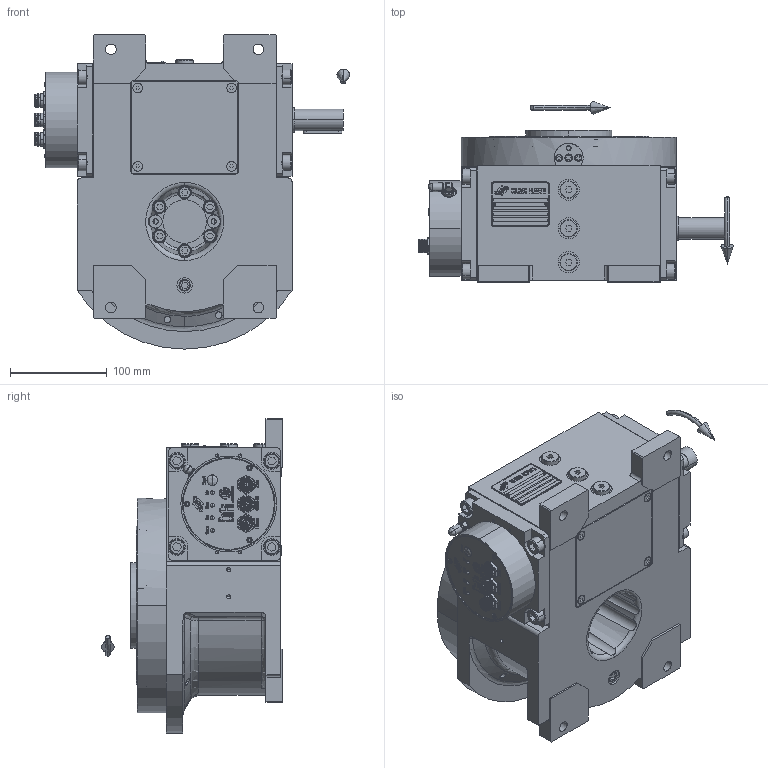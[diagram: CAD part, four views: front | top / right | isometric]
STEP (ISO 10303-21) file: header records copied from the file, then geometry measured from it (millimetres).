
FILE_DESCRIPTION (( 'STEP AP203' ), '1' );
FILE_NAME ('PC5201968.step', '2026-03-24T10:16:58', ( '' ), ( '' ), 'SwSTEP 2.0', 'SolidWorks 2020', '' );
FILE_SCHEMA (( 'CONFIG_CONTROL_DESIGN' ));
Length unit declared in the file: millimetre
Products named in the file (84): cfn2115_02_182; cfn2000_01_103; RIG06_021_AF0^RIG06_005_ASM_rig06_071_06_m_asm(2)_rig06_071_06_m_asm.stp; PC5201968; AS_cfn2476_01_002_60x46; cfn2000_01_126; cfn2107_01_001; rig06_004_s_001; cfn2073_01_012; CFN2008_03_010.stp; rig06_007_master; CFN2223_01-570X6-B^rig06_071_06_m_asm(2)_rig06_071_06_m_asm.stp; cfn2003_01_054; 900_38_26_001.stp; CFN2010_02_002^rig06_071_06_m_asm(2)_rig06_071_06_m_asm.stp; cfe_completa.stp; cfn2400_34_001; CFN2104_02_017^RIG06_005_ASM_rig06_071_06_m_asm(2)_rig06_071_06_m_asm.stp; cfn2000_01_124; CFN2010_01_012^rig06_071_06_m_asm(2)_rig06_071_06_m_asm.stp; cfn2151_01_290; olio_agip_blasia_150; cfn2155_01_056; cfn2077_01_018; CFE_3D.stp; cfn2128_19_002; cfn2104_01_016; rig06_005_n_01; CFN2000_01_183.stp; CFN2000_01_185^RIG06_005_ASM_rig06_071_06_m_asm(2)_rig06_071_06_m_asm.stp; freccia_angolare_albero; rig06_002_bc; CFN2128_04_013.stp; cfn2115_02_165; AS_rig06_016; rig06_004; cfn2155_01_303; cfn2151_01_090; rig06_016; rig06_001_a ...
Assembly tree (80 placements, depth 5):
  PC5201968
    rig06_001_a
    AS_cfn2476_01_002_60x46
      cfn2476_01_002_60x46
      cfn2107_01_001
      cfn2107_01_001
    AS_rig06_071_6_m
      rig06_071_06_m_asm.stp
        RIG06_005_ASM^rig06_071_06_m_asm(2)_rig06_071_06_m_asm.stp
          RIG06_021_AF0^RIG06_005_ASM_rig06_071_06_m_asm(2)_rig06_071_06_m_asm.stp
          CFN2000_01_185^RIG06_005_ASM_rig06_071_06_m_asm(2)_rig06_071_06_m_asm.stp
          CFN2000_01_185^RIG06_005_ASM_rig06_071_06_m_asm(2)_rig06_071_06_m_asm.stp
          CFN2104_02_017^RIG06_005_ASM_rig06_071_06_m_asm(2)_rig06_071_06_m_asm.stp
        CFN2010_02_002^rig06_071_06_m_asm(2)_rig06_071_06_m_asm.stp
      cfn2000_01_124  x6
      cfn2000_01_124
      cfn2104_01_016  x2
      rig06_003_6
      rig06_005_n_01
      cfn2000_01_124
      cfn2000_01_124
      cfn2000_01_124
      cfn2155_01_303
    AS_rig06_015
      rig06_015
      cfn2073_01_012
      cfn2000_01_126
      cfn2000_01_126
      cfn2000_01_126
      cfn2000_01_126
      cfn2000_01_126
      cfn2000_01_126
    AS_rig06_004_s_001
      rig06_004_s_001
      cfn2070_05_005
      cfn2000_01_103
      cfn2000_01_103
      cfn2000_01_103
      cfn2000_01_103
      cfn2155_01_056
    AS_rig06_004
      rig06_004
      cfn2070_05_005
      cfn2000_01_103
      cfn2000_01_103
      cfn2000_01_103
      cfn2000_01_103
      cfn2155_01_056
    AS_rig06_002_bc
      rig06_002_bc
      cfn2115_02_182
    cfn2128_04_004
    cfn2128_04_004
    cfn2128_04_004
    cfn2128_19_002
    AS_rig06_016
      rig06_016
      cfn2003_01_054
      cfn2003_01_054
      cfn2003_01_054
Bounding box: 325.8 x 187 x 325 mm (x, y, z)
Volume: 2498740.7 mm3; surface area: 803325.8 mm2
Topology: 66 solids, 74 shells, 4095 faces, 10566 edges, 6847 vertices
Faces by surface type: plane 2432, cylinder 959, cone 391, bspline 184, torus 101, sphere 28
Entity records: 147185 total; most frequent: CARTESIAN_POINT 43478, ORIENTED_EDGE 19960, DIRECTION 18858, EDGE_CURVE 9984, VECTOR 7054, LINE 7054, VERTEX_POINT 6538, AXIS2_PLACEMENT_3D 5902
